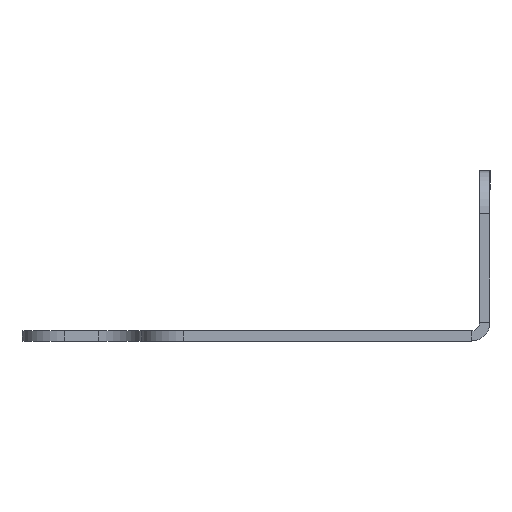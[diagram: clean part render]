
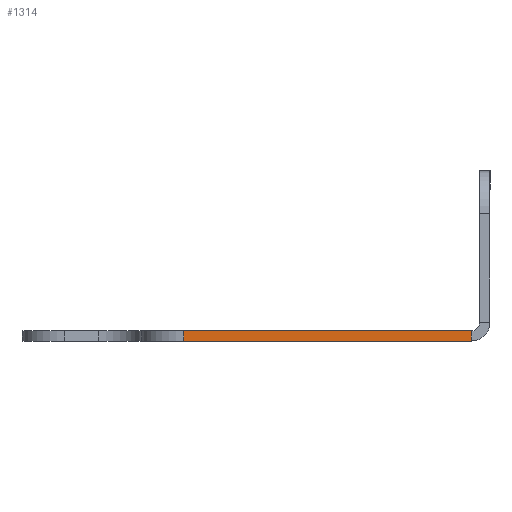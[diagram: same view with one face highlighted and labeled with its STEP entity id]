
A CAD part, left-side view. The second image highlights one B-rep face of the part: STEP entity #1314.
In plain terms, the highlighted planar face has unit normal (-1, 0, 0).
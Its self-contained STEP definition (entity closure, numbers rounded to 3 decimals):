
#17 = VERTEX_POINT ( 'NONE', #71 ) ;
#27 = AXIS2_PLACEMENT_3D ( 'NONE', #1725, #940, #176 ) ;
#71 = CARTESIAN_POINT ( 'NONE',  ( -187., 14.4, -1.2 ) ) ;
#176 = DIRECTION ( 'NONE',  ( 0., 0., 1. ) ) ;
#450 = ORIENTED_EDGE ( 'NONE', *, *, #2378, .F. ) ;
#499 = EDGE_LOOP ( 'NONE', ( #450, #2446, #1604, #906 ) ) ;
#527 = LINE ( 'NONE', #908, #678 ) ;
#579 = VERTEX_POINT ( 'NONE', #1593 ) ;
#678 = VECTOR ( 'NONE', #2250, 1000. ) ;
#742 = DIRECTION ( 'NONE',  ( 0., 0., -1. ) ) ;
#906 = ORIENTED_EDGE ( 'NONE', *, *, #1822, .T. ) ;
#908 = CARTESIAN_POINT ( 'NONE',  ( -187., 19.4, -1.2 ) ) ;
#912 = CARTESIAN_POINT ( 'NONE',  ( -187., -19.4, -1.2 ) ) ;
#940 = DIRECTION ( 'NONE',  ( -1., 0., 0. ) ) ;
#1067 = FACE_OUTER_BOUND ( 'NONE', #499, .T. ) ;
#1153 = LINE ( 'NONE', #2419, #1956 ) ;
#1201 = CARTESIAN_POINT ( 'NONE',  ( -187., -19.4, -1.2 ) ) ;
#1259 = DIRECTION ( 'NONE',  ( 0., -1., 0. ) ) ;
#1292 = LINE ( 'NONE', #1926, #1357 ) ;
#1314 = ADVANCED_FACE ( 'NONE', ( #1067 ), #2086, .T. ) ;
#1355 = EDGE_CURVE ( 'NONE', #579, #17, #1292, .T. ) ;
#1357 = VECTOR ( 'NONE', #742, 1000. ) ;
#1413 = CARTESIAN_POINT ( 'NONE',  ( -187., -19.4, 0. ) ) ;
#1493 = DIRECTION ( 'NONE',  ( 0., 0., 1. ) ) ;
#1593 = CARTESIAN_POINT ( 'NONE',  ( -187., 14.4, 0. ) ) ;
#1604 = ORIENTED_EDGE ( 'NONE', *, *, #2480, .T. ) ;
#1725 = CARTESIAN_POINT ( 'NONE',  ( -187., 19.4, -1.2 ) ) ;
#1822 = EDGE_CURVE ( 'NONE', #2050, #2133, #1960, .T. ) ;
#1926 = CARTESIAN_POINT ( 'NONE',  ( -187., 14.4, -1.2 ) ) ;
#1956 = VECTOR ( 'NONE', #1259, 1000. ) ;
#1960 = LINE ( 'NONE', #912, #2448 ) ;
#2050 = VERTEX_POINT ( 'NONE', #1201 ) ;
#2086 = PLANE ( 'NONE',  #27 ) ;
#2133 = VERTEX_POINT ( 'NONE', #1413 ) ;
#2250 = DIRECTION ( 'NONE',  ( 0., -1., 0. ) ) ;
#2378 = EDGE_CURVE ( 'NONE', #579, #2133, #1153, .T. ) ;
#2419 = CARTESIAN_POINT ( 'NONE',  ( -187., 19.4, 0. ) ) ;
#2446 = ORIENTED_EDGE ( 'NONE', *, *, #1355, .T. ) ;
#2448 = VECTOR ( 'NONE', #1493, 1000. ) ;
#2480 = EDGE_CURVE ( 'NONE', #17, #2050, #527, .T. ) ;
